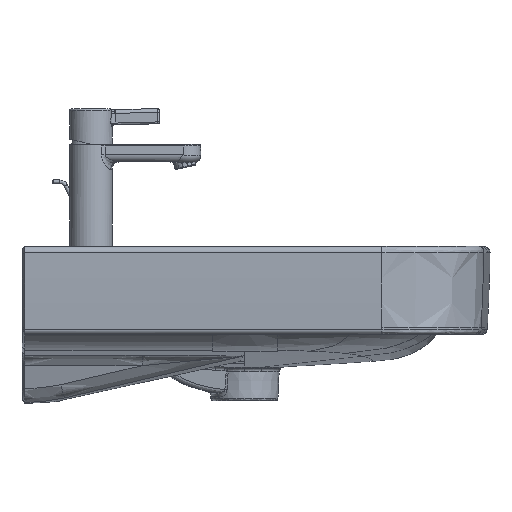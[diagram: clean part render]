
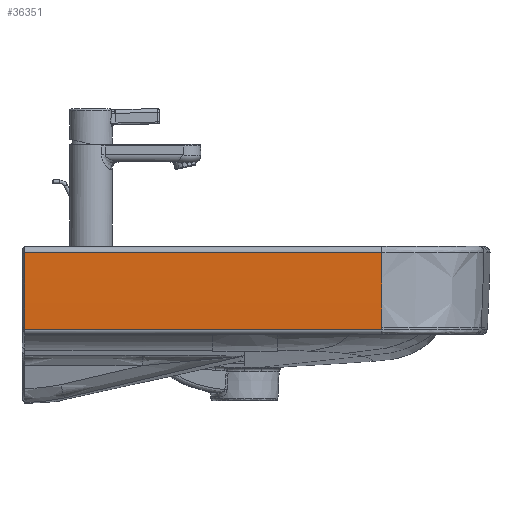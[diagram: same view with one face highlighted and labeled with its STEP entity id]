
A CAD part, front view. The second image highlights one B-rep face of the part: STEP entity #36351.
In plain terms, the highlighted cylindrical face has radius 2000 mm (diameter 4000 mm), a partial arc.
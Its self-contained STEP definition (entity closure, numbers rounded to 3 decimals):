
#25994=CARTESIAN_POINT('',(-237.,-496.87,-90.286));
#25995=VERTEX_POINT('',#25994);
#26002=CARTESIAN_POINT('',(-237.,-497.,-88.));
#26003=VERTEX_POINT('',#26002);
#26004=CARTESIAN_POINT('',(-237.,1499.854,24.126));
#26005=DIRECTION('',(1.0,0.0,0.0));
#26006=DIRECTION('',(0.0,1.0,0.0));
#26007=AXIS2_PLACEMENT_3D('',#26004,#26005,#26006);
#26008=CIRCLE('',#26007,2000.);
#26009=EDGE_CURVE('',#26003,#25995,#26008,.T.);
#26027=CARTESIAN_POINT('',(-237.,-499.902,-7.109));
#26028=VERTEX_POINT('',#26027);
#26029=CARTESIAN_POINT('',(-237.,1499.854,24.126));
#26030=DIRECTION('',(1.0,0.0,0.0));
#26031=DIRECTION('',(0.0,1.0,0.0));
#26032=AXIS2_PLACEMENT_3D('',#26029,#26030,#26031);
#26033=CIRCLE('',#26032,2000.);
#26034=EDGE_CURVE('',#26028,#26003,#26033,.T.);
#26217=CARTESIAN_POINT('',(148.321,-496.87,-90.286));
#26218=VERTEX_POINT('',#26217);
#36312=CARTESIAN_POINT('',(-44.339,1499.854,24.126));
#36313=DIRECTION('',(1.0,0.0,0.0));
#36314=DIRECTION('',(0.0,-0.998,-0.056));
#36315=AXIS2_PLACEMENT_3D('',#36312,#36313,#36314);
#36316=CYLINDRICAL_SURFACE('',#36315,2000.);
#36317=ORIENTED_EDGE('',*,*,#26009,.T.);
#36318=CARTESIAN_POINT('',(-237.,-496.87,-90.286));
#36319=DIRECTION('',(1.0,0.0,0.0));
#36320=VECTOR('',#36319,385.321);
#36321=LINE('',#36318,#36320);
#36322=EDGE_CURVE('',#26218,#25995,#36321,.F.);
#36323=ORIENTED_EDGE('',*,*,#36322,.F.);
#36324=CARTESIAN_POINT('',(148.321,-497.,-88.));
#36325=VERTEX_POINT('',#36324);
#36326=CARTESIAN_POINT('',(148.321,1499.854,24.126));
#36327=DIRECTION('',(1.0,0.0,0.0));
#36328=DIRECTION('',(0.0,1.0,0.0));
#36329=AXIS2_PLACEMENT_3D('',#36326,#36327,#36328);
#36330=CIRCLE('',#36329,2000.);
#36331=EDGE_CURVE('',#36325,#26218,#36330,.T.);
#36332=ORIENTED_EDGE('',*,*,#36331,.F.);
#36333=CARTESIAN_POINT('',(148.321,-499.902,-7.109));
#36334=VERTEX_POINT('',#36333);
#36335=CARTESIAN_POINT('',(148.321,1499.854,24.126));
#36336=DIRECTION('',(1.0,0.0,0.0));
#36337=DIRECTION('',(0.0,1.0,0.0));
#36338=AXIS2_PLACEMENT_3D('',#36335,#36336,#36337);
#36339=CIRCLE('',#36338,2000.);
#36340=EDGE_CURVE('',#36334,#36325,#36339,.T.);
#36341=ORIENTED_EDGE('',*,*,#36340,.F.);
#36342=CARTESIAN_POINT('',(-237.,-499.902,-7.109));
#36343=DIRECTION('',(1.0,0.0,0.0));
#36344=VECTOR('',#36343,385.321);
#36345=LINE('',#36342,#36344);
#36346=EDGE_CURVE('',#36334,#26028,#36345,.F.);
#36347=ORIENTED_EDGE('',*,*,#36346,.T.);
#36348=ORIENTED_EDGE('',*,*,#26034,.T.);
#36349=EDGE_LOOP('',(#36317,#36323,#36332,#36341,#36347,#36348));
#36350=FACE_OUTER_BOUND('',#36349,.T.);
#36351=ADVANCED_FACE('',(#36350),#36316,.T.);
